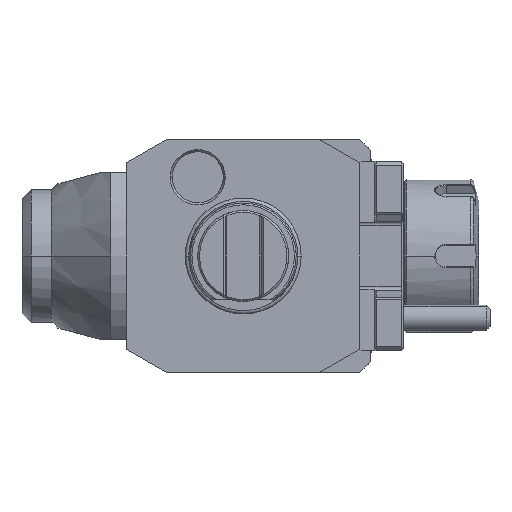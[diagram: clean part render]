
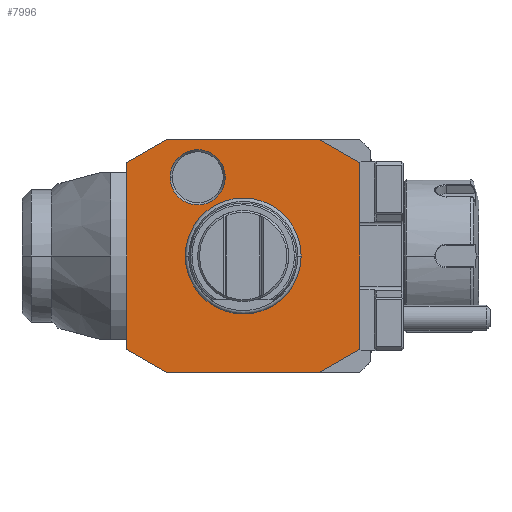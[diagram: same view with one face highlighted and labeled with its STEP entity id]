
A CAD part, front view. The second image highlights one B-rep face of the part: STEP entity #7996.
In plain terms, the highlighted planar face has unit normal (0, -1, 0).
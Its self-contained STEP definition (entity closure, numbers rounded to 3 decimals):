
#1=DIRECTION('',(-0.866,0.,-0.5));
#2=VECTOR('',#1,12.702);
#3=CARTESIAN_POINT('',(-21.,0.,32.));
#4=LINE('',#3,#2);
#5=DIRECTION('',(-1.,0.,0.));
#6=VECTOR('',#5,42.);
#7=CARTESIAN_POINT('',(21.,0.,32.));
#8=LINE('',#7,#6);
#9=DIRECTION('',(-0.866,0.,0.5));
#10=VECTOR('',#9,12.702);
#11=CARTESIAN_POINT('',(32.,0.,25.649));
#12=LINE('',#11,#10);
#13=DIRECTION('',(0.,0.,1.));
#14=VECTOR('',#13,51.298);
#15=CARTESIAN_POINT('',(32.,0.,-25.649));
#16=LINE('',#15,#14);
#17=DIRECTION('',(0.866,0.,0.5));
#18=VECTOR('',#17,12.702);
#19=CARTESIAN_POINT('',(21.,0.,-32.));
#20=LINE('',#19,#18);
#21=DIRECTION('',(1.,0.,0.));
#22=VECTOR('',#21,42.);
#23=CARTESIAN_POINT('',(-21.,0.,-32.));
#24=LINE('',#23,#22);
#25=DIRECTION('',(0.866,0.,-0.5));
#26=VECTOR('',#25,12.702);
#27=CARTESIAN_POINT('',(-32.,0.,-25.649));
#28=LINE('',#27,#26);
#29=DIRECTION('',(0.,0.,-1.));
#30=VECTOR('',#29,51.298);
#31=CARTESIAN_POINT('',(-32.,0.,25.649));
#32=LINE('',#31,#30);
#33=CARTESIAN_POINT('',(-12.5,0.,21.651));
#34=DIRECTION('',(0.,1.,0.));
#35=DIRECTION('',(1.,0.,0.));
#36=AXIS2_PLACEMENT_3D('',#33,#34,#35);
#38=CARTESIAN_POINT('',(-12.5,0.,21.651));
#39=DIRECTION('',(0.,1.,0.));
#40=DIRECTION('',(-1.,0.,0.));
#41=AXIS2_PLACEMENT_3D('',#38,#39,#40);
#5311=CARTESIAN_POINT('',(0.,0.,0.));
#5312=DIRECTION('',(0.,-1.,0.));
#5313=DIRECTION('',(1.,0.,0.));
#5314=AXIS2_PLACEMENT_3D('',#5311,#5312,#5313);
#5316=CARTESIAN_POINT('',(0.,0.,0.));
#5317=DIRECTION('',(0.,-1.,0.));
#5318=DIRECTION('',(-1.,0.,0.));
#5319=AXIS2_PLACEMENT_3D('',#5316,#5317,#5318);
#7038=CARTESIAN_POINT('',(-4.923,0.,
21.651));
#7039=CARTESIAN_POINT('',(-20.077,0.,
21.651));
#7040=VERTEX_POINT('',#7038);
#7041=VERTEX_POINT('',#7039);
#7787=CARTESIAN_POINT('',(-21.,0.,32.));
#7788=CARTESIAN_POINT('',(-32.,0.,25.649));
#7789=VERTEX_POINT('',#7787);
#7790=VERTEX_POINT('',#7788);
#7791=CARTESIAN_POINT('',(-32.,0.,-25.649));
#7792=VERTEX_POINT('',#7791);
#7793=CARTESIAN_POINT('',(-21.,0.,-32.));
#7794=VERTEX_POINT('',#7793);
#7795=CARTESIAN_POINT('',(21.,0.,-32.));
#7796=VERTEX_POINT('',#7795);
#7797=CARTESIAN_POINT('',(32.,0.,-25.649));
#7798=VERTEX_POINT('',#7797);
#7799=CARTESIAN_POINT('',(32.,0.,25.649));
#7800=VERTEX_POINT('',#7799);
#7801=CARTESIAN_POINT('',(21.,0.,32.));
#7802=VERTEX_POINT('',#7801);
#7827=CARTESIAN_POINT('',(15.783,0.,0.));
#7828=CARTESIAN_POINT('',(-15.783,0.,0.));
#7829=VERTEX_POINT('',#7827);
#7830=VERTEX_POINT('',#7828);
#7961=CARTESIAN_POINT('',(0.,0.,0.));
#7962=DIRECTION('',(0.,-1.,0.));
#7963=DIRECTION('',(-1.,0.,0.));
#7964=AXIS2_PLACEMENT_3D('',#7961,#7962,#7963);
#7965=PLANE('',#7964);
#7967=ORIENTED_EDGE('',*,*,#7966,.F.);
#7969=ORIENTED_EDGE('',*,*,#7968,.F.);
#7971=ORIENTED_EDGE('',*,*,#7970,.F.);
#7973=ORIENTED_EDGE('',*,*,#7972,.F.);
#7975=ORIENTED_EDGE('',*,*,#7974,.F.);
#7977=ORIENTED_EDGE('',*,*,#7976,.F.);
#7979=ORIENTED_EDGE('',*,*,#7978,.F.);
#7981=ORIENTED_EDGE('',*,*,#7980,.F.);
#7982=EDGE_LOOP('',(#7967,#7969,#7971,#7973,#7975,#7977,#7979,#7981));
#7983=FACE_OUTER_BOUND('',#7982,.F.);
#7985=ORIENTED_EDGE('',*,*,#7984,.T.);
#7987=ORIENTED_EDGE('',*,*,#7986,.T.);
#7988=EDGE_LOOP('',(#7985,#7987));
#7989=FACE_BOUND('',#7988,.F.);
#7991=ORIENTED_EDGE('',*,*,#7990,.F.);
#7993=ORIENTED_EDGE('',*,*,#7992,.F.);
#7994=EDGE_LOOP('',(#7991,#7993));
#7995=FACE_BOUND('',#7994,.F.);
#37=CIRCLE('',#36,7.577);
#42=CIRCLE('',#41,7.577);
#5315=CIRCLE('',#5314,15.783);
#5320=CIRCLE('',#5319,15.783);
#7966=EDGE_CURVE('',#7789,#7790,#4,.T.);
#7968=EDGE_CURVE('',#7802,#7789,#8,.T.);
#7970=EDGE_CURVE('',#7800,#7802,#12,.T.);
#7972=EDGE_CURVE('',#7798,#7800,#16,.T.);
#7974=EDGE_CURVE('',#7796,#7798,#20,.T.);
#7976=EDGE_CURVE('',#7794,#7796,#24,.T.);
#7978=EDGE_CURVE('',#7792,#7794,#28,.T.);
#7980=EDGE_CURVE('',#7790,#7792,#32,.T.);
#7984=EDGE_CURVE('',#7829,#7830,#5315,.T.);
#7986=EDGE_CURVE('',#7830,#7829,#5320,.T.);
#7990=EDGE_CURVE('',#7040,#7041,#37,.T.);
#7992=EDGE_CURVE('',#7041,#7040,#42,.T.);
#7996=ADVANCED_FACE('',(#7983,#7989,#7995),#7965,.T.);
